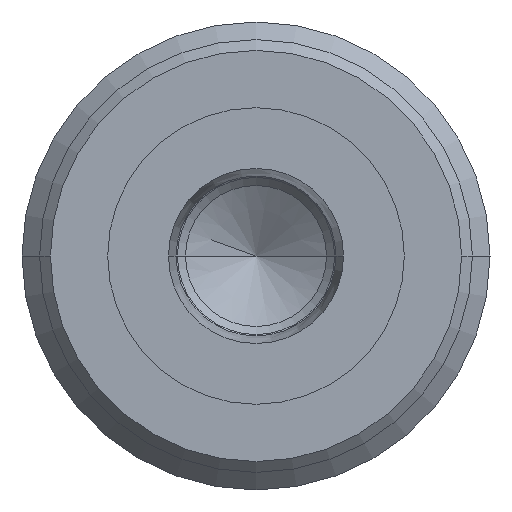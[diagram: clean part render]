
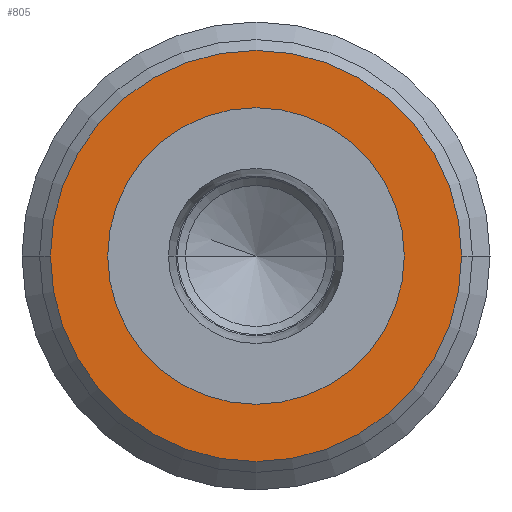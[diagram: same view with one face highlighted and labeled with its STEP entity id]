
A CAD part, left-side view. The second image highlights one B-rep face of the part: STEP entity #805.
In plain terms, the highlighted planar face has unit normal (-1, 0, 0).
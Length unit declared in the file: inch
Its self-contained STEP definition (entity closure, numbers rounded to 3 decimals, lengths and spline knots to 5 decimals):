
#112=CARTESIAN_POINT('',(-3.745,0.,0.));
#113=DIRECTION('',(-1.,0.,0.));
#114=DIRECTION('',(0.,1.,0.));
#115=AXIS2_PLACEMENT_3D('',#112,#113,#114);
#117=CARTESIAN_POINT('',(-3.745,0.,0.));
#118=DIRECTION('',(-1.,0.,0.));
#119=DIRECTION('',(0.,-1.,0.));
#120=AXIS2_PLACEMENT_3D('',#117,#118,#119);
#122=CARTESIAN_POINT('',(-3.745,0.,0.));
#123=DIRECTION('',(-1.,0.,0.));
#124=DIRECTION('',(0.,1.,0.));
#125=AXIS2_PLACEMENT_3D('',#122,#123,#124);
#140=CARTESIAN_POINT('',(-3.745,0.,0.));
#141=DIRECTION('',(-1.,0.,0.));
#142=DIRECTION('',(0.,-1.,0.));
#143=AXIS2_PLACEMENT_3D('',#140,#141,#142);
#682=CARTESIAN_POINT('',(-3.745,0.4125,0.));
#683=CARTESIAN_POINT('',(-3.745,-0.4125,0.));
#684=VERTEX_POINT('',#682);
#685=VERTEX_POINT('',#683);
#776=CARTESIAN_POINT('',(-3.745,-0.572,0.));
#777=CARTESIAN_POINT('',(-3.745,0.572,0.));
#778=VERTEX_POINT('',#776);
#779=VERTEX_POINT('',#777);
#788=CARTESIAN_POINT('',(-3.745,0.,0.));
#789=DIRECTION('',(-1.,0.,0.));
#790=DIRECTION('',(0.,0.,1.));
#791=AXIS2_PLACEMENT_3D('',#788,#789,#790);
#792=PLANE('',#791);
#794=ORIENTED_EDGE('',*,*,#793,.F.);
#796=ORIENTED_EDGE('',*,*,#795,.F.);
#797=EDGE_LOOP('',(#794,#796));
#798=FACE_OUTER_BOUND('',#797,.F.);
#800=ORIENTED_EDGE('',*,*,#799,.T.);
#802=ORIENTED_EDGE('',*,*,#801,.T.);
#803=EDGE_LOOP('',(#800,#802));
#804=FACE_BOUND('',#803,.F.);
#805=ADVANCED_FACE('',(#798,#804),#792,.T.);
#116=CIRCLE('',#115,0.4125);
#121=CIRCLE('',#120,0.4125);
#126=CIRCLE('',#125,0.572);
#144=CIRCLE('',#143,0.572);
#793=EDGE_CURVE('',#779,#778,#126,.T.);
#795=EDGE_CURVE('',#778,#779,#144,.T.);
#799=EDGE_CURVE('',#684,#685,#116,.T.);
#801=EDGE_CURVE('',#685,#684,#121,.T.);
